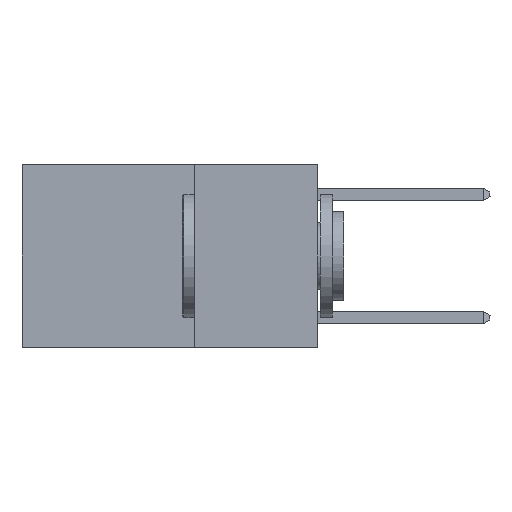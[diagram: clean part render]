
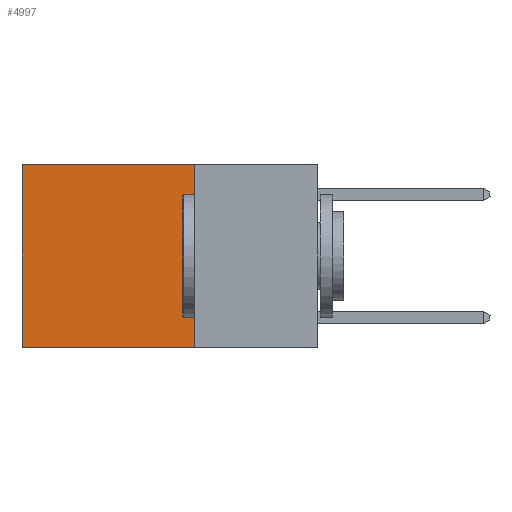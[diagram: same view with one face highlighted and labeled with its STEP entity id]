
A CAD part, left-side view. The second image highlights one B-rep face of the part: STEP entity #4997.
In plain terms, the highlighted planar face has unit normal (-1, 0, 0).
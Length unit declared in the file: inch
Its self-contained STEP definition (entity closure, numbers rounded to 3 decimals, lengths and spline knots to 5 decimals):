
#523 = DIRECTION ( 'NONE',  ( 0., 0., -1. ) ) ;
#706 = ORIENTED_EDGE ( 'NONE', *, *, #7662, .T. ) ;
#889 = AXIS2_PLACEMENT_3D ( 'NONE', #5817, #9513, #1189 ) ;
#1189 = DIRECTION ( 'NONE',  ( 0., 0., -1. ) ) ;
#2280 = EDGE_CURVE ( 'NONE', #11275, #9115, #2353, .T. ) ;
#2353 = LINE ( 'NONE', #2405, #3197 ) ;
#2405 = CARTESIAN_POINT ( 'NONE',  ( 0.2625, 0.25, -0.37 ) ) ;
#2767 = DIRECTION ( 'NONE',  ( 0., 1., 0. ) ) ;
#3024 = FACE_OUTER_BOUND ( 'NONE', #5305, .T. ) ;
#3035 = CARTESIAN_POINT ( 'NONE',  ( 0.2625, 0.25, 0. ) ) ;
#3197 = VECTOR ( 'NONE', #2767, 39.37008 ) ;
#3283 = CARTESIAN_POINT ( 'NONE',  ( 0.2625, 0.25, -0.37 ) ) ;
#3349 = DIRECTION ( 'NONE',  ( 0., 1., 0. ) ) ;
#3819 = VERTEX_POINT ( 'NONE', #3035 ) ;
#4496 = CARTESIAN_POINT ( 'NONE',  ( 0.2625, 0.25, 0. ) ) ;
#4740 = VECTOR ( 'NONE', #9834, 39.37008 ) ;
#4997 = ADVANCED_FACE ( 'NONE', ( #3024 ), #10425, .F. ) ;
#5305 = EDGE_LOOP ( 'NONE', ( #706, #5394, #10261, #8328 ) ) ;
#5394 = ORIENTED_EDGE ( 'NONE', *, *, #2280, .F. ) ;
#5817 = CARTESIAN_POINT ( 'NONE',  ( 0.2625, 0.25, 0. ) ) ;
#5937 = CARTESIAN_POINT ( 'NONE',  ( 0.2625, 0.6, -0.37 ) ) ;
#6155 = EDGE_CURVE ( 'NONE', #3819, #11275, #7795, .T. ) ;
#7662 = EDGE_CURVE ( 'NONE', #9330, #9115, #8007, .T. ) ;
#7795 = LINE ( 'NONE', #7922, #9585 ) ;
#7876 = VECTOR ( 'NONE', #3349, 39.37008 ) ;
#7922 = CARTESIAN_POINT ( 'NONE',  ( 0.2625, 0.25, 0. ) ) ;
#8007 = LINE ( 'NONE', #8927, #4740 ) ;
#8328 = ORIENTED_EDGE ( 'NONE', *, *, #10909, .T. ) ;
#8496 = CARTESIAN_POINT ( 'NONE',  ( 0.2625, 0.6, 0. ) ) ;
#8927 = CARTESIAN_POINT ( 'NONE',  ( 0.2625, 0.6, 0. ) ) ;
#9115 = VERTEX_POINT ( 'NONE', #5937 ) ;
#9330 = VERTEX_POINT ( 'NONE', #8496 ) ;
#9513 = DIRECTION ( 'NONE',  ( 1., 0., 0. ) ) ;
#9585 = VECTOR ( 'NONE', #523, 39.37008 ) ;
#9834 = DIRECTION ( 'NONE',  ( 0., 0., -1. ) ) ;
#10261 = ORIENTED_EDGE ( 'NONE', *, *, #6155, .F. ) ;
#10425 = PLANE ( 'NONE',  #889 ) ;
#10909 = EDGE_CURVE ( 'NONE', #3819, #9330, #11681, .T. ) ;
#11275 = VERTEX_POINT ( 'NONE', #3283 ) ;
#11681 = LINE ( 'NONE', #4496, #7876 ) ;
